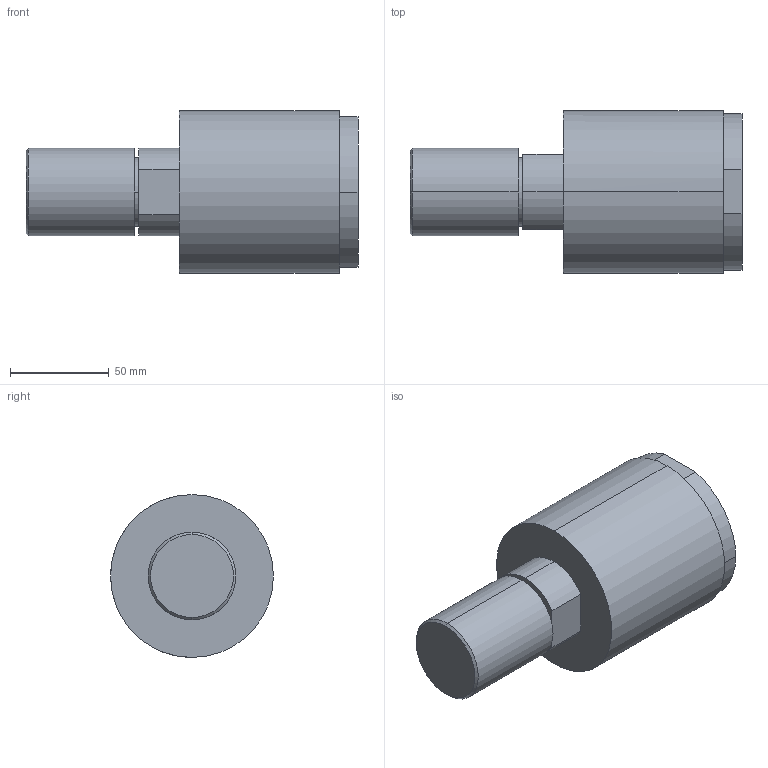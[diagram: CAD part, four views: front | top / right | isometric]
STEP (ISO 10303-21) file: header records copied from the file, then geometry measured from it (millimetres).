
FILE_DESCRIPTION((''),'2;1');
FILE_NAME('Ac1750','2000-06-30T11:58:00',(''),(''),'AutoCAD STEP 2000','AutoCAD 2000',', , ');
FILE_SCHEMA(('CONFIG_CONTROL_DESIGN'));
Length unit declared in the file: inch
Bounding box: 168.28 x 82.55 x 82.55 mm (x, y, z)
Volume: 508485.2 mm3; surface area: 53882.9 mm2
Topology: 1 solids, 1 shells, 29 faces, 65 edges, 43 vertices
Faces by surface type: cylinder 16, plane 10, cone 2, bspline 1
Entity records: 925 total; most frequent: DIRECTION 158, CARTESIAN_POINT 141, ORIENTED_EDGE 130, EDGE_CURVE 65, AXIS2_PLACEMENT_3D 64, VERTEX_POINT 43, CIRCLE 35, EDGE_LOOP 34
